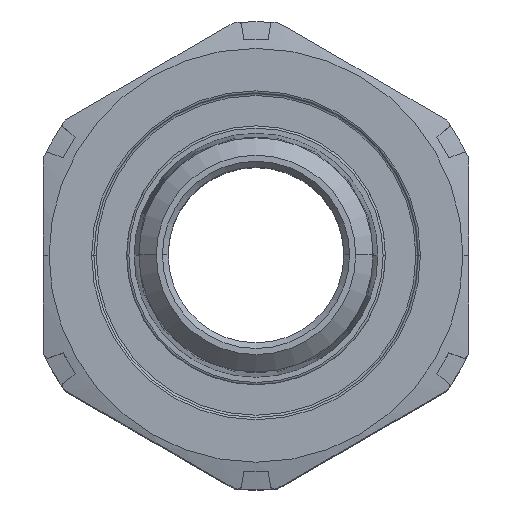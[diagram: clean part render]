
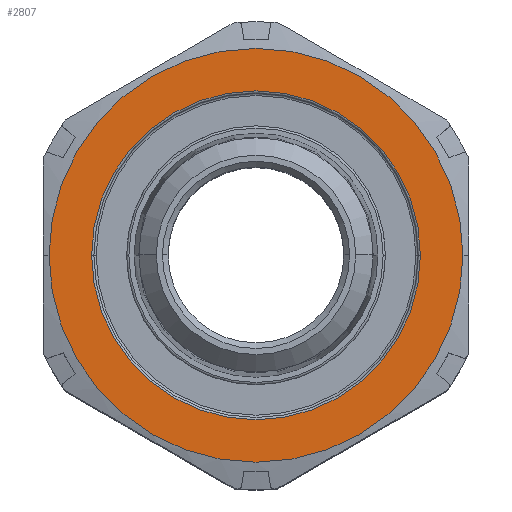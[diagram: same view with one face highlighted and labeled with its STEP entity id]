
A CAD part, top view. The second image highlights one B-rep face of the part: STEP entity #2807.
In plain terms, the highlighted planar face has unit normal (0, 0, 1).
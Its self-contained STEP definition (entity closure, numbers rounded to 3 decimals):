
#88 = EDGE_CURVE ( 'NONE', #4805, #3697, #253, .T. ) ;
#253 = CIRCLE ( 'NONE', #773, 14.5 ) ;
#259 = AXIS2_PLACEMENT_3D ( 'NONE', #4828, #5309, #1114 ) ;
#454 = EDGE_LOOP ( 'NONE', ( #1806, #5284 ) ) ;
#626 = CIRCLE ( 'NONE', #1733, 14.5 ) ;
#633 = CARTESIAN_POINT ( 'NONE',  ( 0., 0., 33.7 ) ) ;
#773 = AXIS2_PLACEMENT_3D ( 'NONE', #1753, #4670, #4614 ) ;
#830 = CIRCLE ( 'NONE', #259, 18.25 ) ;
#1085 = CARTESIAN_POINT ( 'NONE',  ( -18.25, 0., 33.7 ) ) ;
#1114 = DIRECTION ( 'NONE',  ( -1., 0., 0. ) ) ;
#1316 = CARTESIAN_POINT ( 'NONE',  ( 18.25, 0., 33.7 ) ) ;
#1733 = AXIS2_PLACEMENT_3D ( 'NONE', #633, #2356, #1962 ) ;
#1753 = CARTESIAN_POINT ( 'NONE',  ( 0., 0., 33.7 ) ) ;
#1806 = ORIENTED_EDGE ( 'NONE', *, *, #2324, .F. ) ;
#1962 = DIRECTION ( 'NONE',  ( 1., 0., 0. ) ) ;
#2324 = EDGE_CURVE ( 'NONE', #2808, #3712, #4834, .T. ) ;
#2338 = EDGE_CURVE ( 'NONE', #3712, #2808, #830, .T. ) ;
#2356 = DIRECTION ( 'NONE',  ( 0., 0., -1. ) ) ;
#2469 = EDGE_CURVE ( 'NONE', #3697, #4805, #626, .T. ) ;
#2740 = DIRECTION ( 'NONE',  ( 0., 0., -1. ) ) ;
#2807 = ADVANCED_FACE ( 'NONE', ( #4704, #4133 ), #4045, .T. ) ;
#2808 = VERTEX_POINT ( 'NONE', #1085 ) ;
#3590 = ORIENTED_EDGE ( 'NONE', *, *, #2469, .T. ) ;
#3697 = VERTEX_POINT ( 'NONE', #5052 ) ;
#3712 = VERTEX_POINT ( 'NONE', #1316 ) ;
#3916 = ORIENTED_EDGE ( 'NONE', *, *, #88, .T. ) ;
#4045 = PLANE ( 'NONE',  #4962 ) ;
#4133 = FACE_OUTER_BOUND ( 'NONE', #454, .T. ) ;
#4246 = AXIS2_PLACEMENT_3D ( 'NONE', #5237, #2740, #4363 ) ;
#4363 = DIRECTION ( 'NONE',  ( -1., 0., 0. ) ) ;
#4438 = DIRECTION ( 'NONE',  ( 1., 0., 0. ) ) ;
#4516 = CARTESIAN_POINT ( 'NONE',  ( 14.5, 0., 33.7 ) ) ;
#4614 = DIRECTION ( 'NONE',  ( 1., 0., 0. ) ) ;
#4670 = DIRECTION ( 'NONE',  ( 0., 0., -1. ) ) ;
#4704 = FACE_BOUND ( 'NONE', #5240, .T. ) ;
#4805 = VERTEX_POINT ( 'NONE', #4516 ) ;
#4828 = CARTESIAN_POINT ( 'NONE',  ( 0., 0., 33.7 ) ) ;
#4834 = CIRCLE ( 'NONE', #4246, 18.25 ) ;
#4892 = CARTESIAN_POINT ( 'NONE',  ( 0., 20.65, 33.7 ) ) ;
#4962 = AXIS2_PLACEMENT_3D ( 'NONE', #4892, #5243, #4438 ) ;
#5052 = CARTESIAN_POINT ( 'NONE',  ( -14.5, 0., 33.7 ) ) ;
#5237 = CARTESIAN_POINT ( 'NONE',  ( 0., 0., 33.7 ) ) ;
#5240 = EDGE_LOOP ( 'NONE', ( #3916, #3590 ) ) ;
#5243 = DIRECTION ( 'NONE',  ( 0., 0., 1. ) ) ;
#5284 = ORIENTED_EDGE ( 'NONE', *, *, #2338, .F. ) ;
#5309 = DIRECTION ( 'NONE',  ( 0., 0., -1. ) ) ;
